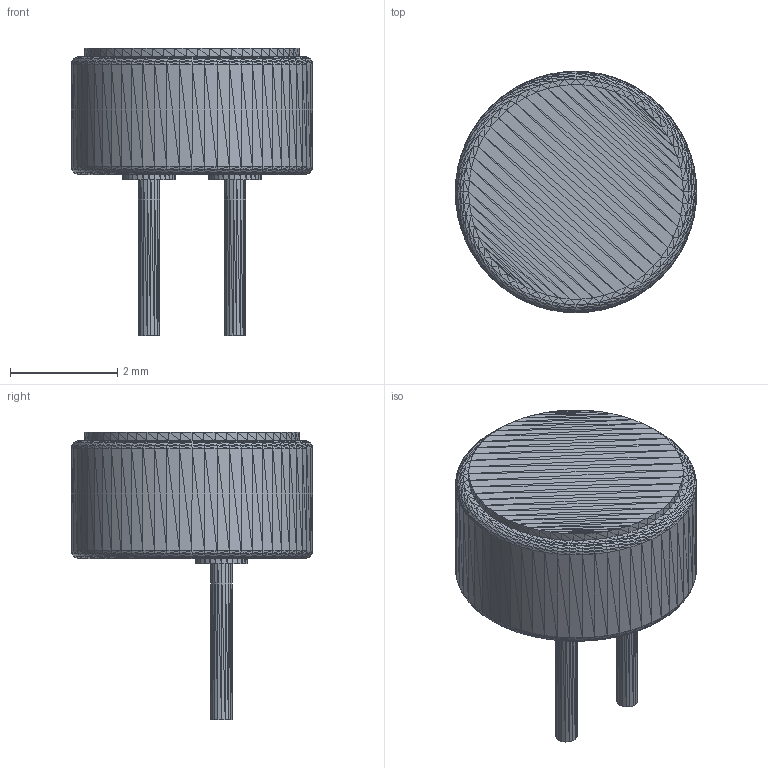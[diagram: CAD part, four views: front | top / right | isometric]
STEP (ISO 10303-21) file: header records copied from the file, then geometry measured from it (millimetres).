
FILE_DESCRIPTION(('auto-generated'),'2;1');
FILE_SCHEMA(('CONFIG_CONTROL_DESIGN'));
Bounding box: 4.5 x 4.5 x 5.35 mm (x, y, z)
Surface area: 75.7 mm2 (no closed solid volume)
Topology: 0 solids, 15 shells, 3152 faces, 5064 edges, 1914 vertices
Faces by surface type: plane 3152
Entity records: 48212 total; most frequent: ORIENTED_EDGE 9456, DIRECTION 6071, LINE 5064, EDGE_CURVE 5064, AXIS2_PLACEMENT_3D 3153, PLANE 3152, EDGE_LOOP 3152, FACE_BOUND 3152
